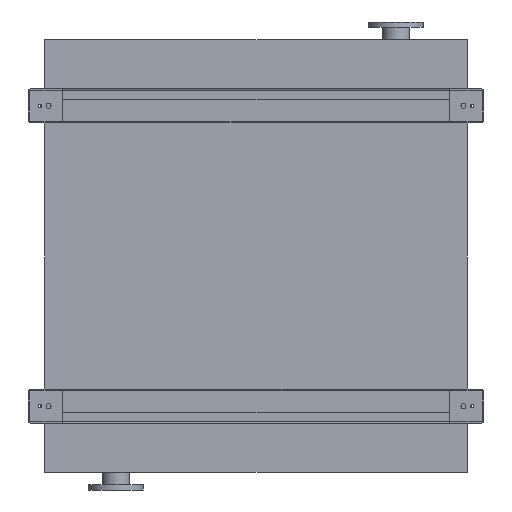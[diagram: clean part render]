
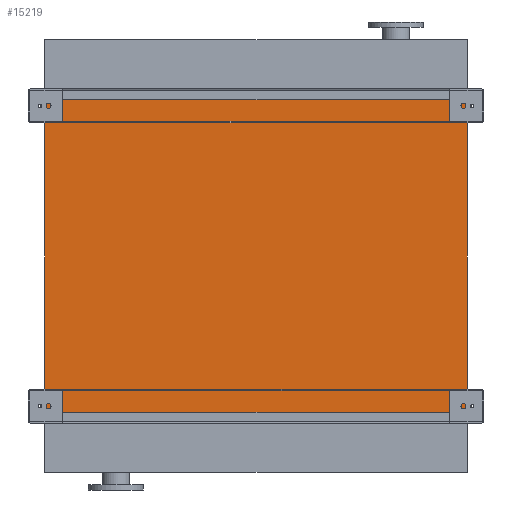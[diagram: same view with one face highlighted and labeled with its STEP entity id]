
A CAD part, front view. The second image highlights one B-rep face of the part: STEP entity #15219.
In plain terms, the highlighted planar face has unit normal (0, -1, 0).
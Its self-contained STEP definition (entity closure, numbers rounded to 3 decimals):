
#1 = DIRECTION ( 'NONE',  ( 0., 0., 1. ) ) ;
#30 = CARTESIAN_POINT ( 'NONE',  ( -845., 0., 0. ) ) ;
#72 = EDGE_CURVE ( 'NONE', #18113, #11498, #17077, .T. ) ;
#818 = PLANE ( 'NONE',  #7943 ) ;
#1364 = ORIENTED_EDGE ( 'NONE', *, *, #72, .T. ) ;
#1527 = VERTEX_POINT ( 'NONE', #14295 ) ;
#2592 = DIRECTION ( 'NONE',  ( 0., 0., -1. ) ) ;
#3240 = ORIENTED_EDGE ( 'NONE', *, *, #21551, .F. ) ;
#3302 = DIRECTION ( 'NONE',  ( 1., 0., 0. ) ) ;
#4453 = LINE ( 'NONE', #30, #13305 ) ;
#6005 = EDGE_LOOP ( 'NONE', ( #17684, #3240, #1364, #17591 ) ) ;
#6083 = CARTESIAN_POINT ( 'NONE',  ( -845., 0., -1250. ) ) ;
#7164 = VECTOR ( 'NONE', #17501, 1000. ) ;
#7943 = AXIS2_PLACEMENT_3D ( 'NONE', #6083, #13199, #2592 ) ;
#10780 = LINE ( 'NONE', #22708, #7164 ) ;
#11498 = VERTEX_POINT ( 'NONE', #17654 ) ;
#11512 = EDGE_CURVE ( 'NONE', #11498, #1527, #15342, .T. ) ;
#12418 = VECTOR ( 'NONE', #3302, 1000. ) ;
#12777 = CARTESIAN_POINT ( 'NONE',  ( -845., 0., 0. ) ) ;
#13199 = DIRECTION ( 'NONE',  ( 0., -1., 0. ) ) ;
#13305 = VECTOR ( 'NONE', #19471, 1000. ) ;
#14151 = EDGE_CURVE ( 'NONE', #18884, #1527, #4453, .T. ) ;
#14295 = CARTESIAN_POINT ( 'NONE',  ( 845., 0., 0. ) ) ;
#14793 = VECTOR ( 'NONE', #1, 1000. ) ;
#15219 = ADVANCED_FACE ( 'NONE', ( #20463 ), #818, .T. ) ;
#15342 = LINE ( 'NONE', #19445, #14793 ) ;
#15645 = CARTESIAN_POINT ( 'NONE',  ( -845., 0., -1250. ) ) ;
#17077 = LINE ( 'NONE', #15645, #12418 ) ;
#17501 = DIRECTION ( 'NONE',  ( 0., 0., 1. ) ) ;
#17591 = ORIENTED_EDGE ( 'NONE', *, *, #11512, .T. ) ;
#17654 = CARTESIAN_POINT ( 'NONE',  ( 845., 0., -1250. ) ) ;
#17684 = ORIENTED_EDGE ( 'NONE', *, *, #14151, .F. ) ;
#18113 = VERTEX_POINT ( 'NONE', #22934 ) ;
#18884 = VERTEX_POINT ( 'NONE', #12777 ) ;
#19445 = CARTESIAN_POINT ( 'NONE',  ( 845., 0., -1250. ) ) ;
#19471 = DIRECTION ( 'NONE',  ( 1., 0., 0. ) ) ;
#20463 = FACE_OUTER_BOUND ( 'NONE', #6005, .T. ) ;
#21551 = EDGE_CURVE ( 'NONE', #18113, #18884, #10780, .T. ) ;
#22708 = CARTESIAN_POINT ( 'NONE',  ( -845., 0., -1250. ) ) ;
#22934 = CARTESIAN_POINT ( 'NONE',  ( -845., 0., -1250. ) ) ;
